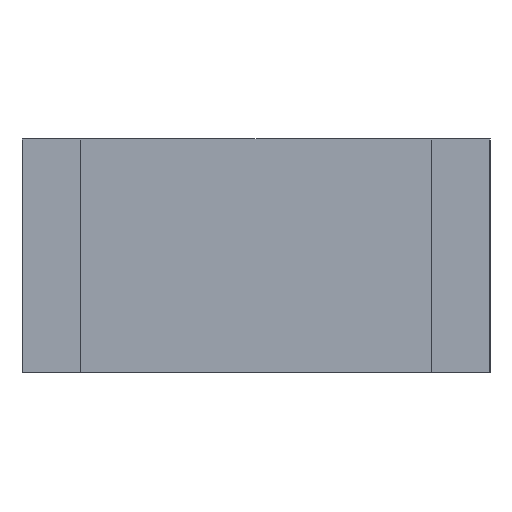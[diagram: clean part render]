
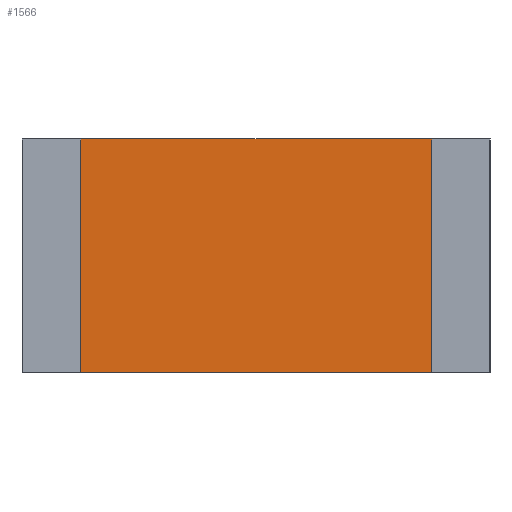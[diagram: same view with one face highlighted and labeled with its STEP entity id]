
A CAD part, front view. The second image highlights one B-rep face of the part: STEP entity #1566.
In plain terms, the highlighted free-form (B-spline) face has degree [1, 1] with [2, 2] control points.
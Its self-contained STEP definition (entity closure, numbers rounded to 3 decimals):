
#1508=CARTESIAN_POINT('V76',(25.4,0.0,0.)
   );
#1509=VERTEX_POINT('V76',#1508);
#1517=CARTESIAN_POINT('V75',(177.8,0.0,0.)
   );
#1518=VERTEX_POINT('V75',#1517);
#1519=CARTESIAN_POINT('E143',(177.8,0.0,0.0));
#1520=CARTESIAN_POINT('E143',(25.4,0.0,0.0));
#1521=B_SPLINE_CURVE_WITH_KNOTS('E143',1,(#1519,#1520),
   .POLYLINE_FORM.,.F.,.U.,(2,2),(0.125,
   0.875),.UNSPECIFIED.);
#1522=EDGE_CURVE('E143',#1518,#1509,#1521,.T.);
#1539=CARTESIAN_POINT('F100',(0.0,0.0,0.0));
#1540=CARTESIAN_POINT('F100',(203.2,0.0,0.0));
#1541=CARTESIAN_POINT('F100',(0.0,0.0,101.6));
#1542=CARTESIAN_POINT('F100',(203.2,0.0,
   101.6));
#1543=B_SPLINE_SURFACE_WITH_KNOTS('F100',1,1,((#1539,#1541),(
   #1540,#1542)),.PLANE_SURF.,.F.,.F.,.U.,(2,2),(2,2),(0.0,2.0),(
   0.0,1.0),.UNSPECIFIED.);
#1544=CARTESIAN_POINT('V80',(25.4,0.0,
   101.6));
#1545=VERTEX_POINT('V80',#1544);
#1546=CARTESIAN_POINT('E171',(25.4,0.0,
   101.6));
#1547=CARTESIAN_POINT('E171',(25.4,0.0,0.)
   );
#1548=QUASI_UNIFORM_CURVE('E171',1,(#1546,#1547),.POLYLINE_FORM.,.F.,
   .U.);
#1549=EDGE_CURVE('E171',#1545,#1509,#1548,.T.);
#1550=ORIENTED_EDGE('E171',*,*,#1549,.F.);
#1551=CARTESIAN_POINT('V79',(177.8,0.0,
   101.6));
#1552=VERTEX_POINT('V79',#1551);
#1553=CARTESIAN_POINT('E167',(25.4,0.0,
   101.6));
#1554=CARTESIAN_POINT('E167',(177.8,0.0,
   101.6));
#1555=B_SPLINE_CURVE_WITH_KNOTS('E167',1,(#1553,#1554),
   .POLYLINE_FORM.,.F.,.U.,(2,2),(0.125,
   0.875),.UNSPECIFIED.);
#1556=EDGE_CURVE('E167',#1545,#1552,#1555,.T.);
#1557=ORIENTED_EDGE('E167',*,*,#1556,.T.);
#1558=CARTESIAN_POINT('E172',(177.8,0.0,
   101.6));
#1559=CARTESIAN_POINT('E172',(177.8,0.0,0.)
   );
#1560=QUASI_UNIFORM_CURVE('E172',1,(#1558,#1559),.POLYLINE_FORM.,.F.,
   .U.);
#1561=EDGE_CURVE('E172',#1552,#1518,#1560,.T.);
#1562=ORIENTED_EDGE('E172',*,*,#1561,.T.);
#1563=ORIENTED_EDGE('E143',*,*,#1522,.T.);
#1564=EDGE_LOOP('F100',(#1550,#1557,#1562,#1563));
#1565=FACE_OUTER_BOUND('F100',#1564,.F.);
#1566=ADVANCED_FACE('F100',(#1565),#1543,.T.);
